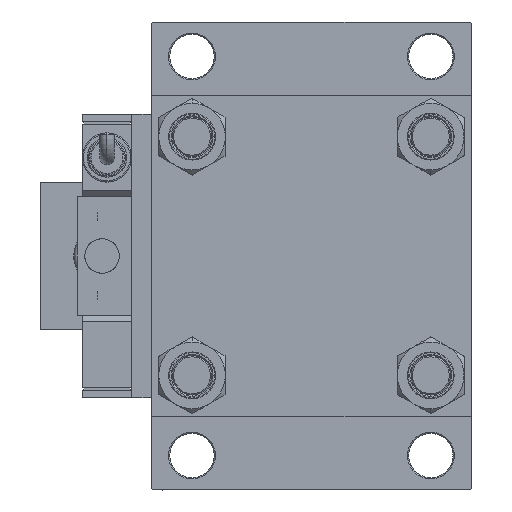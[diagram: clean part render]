
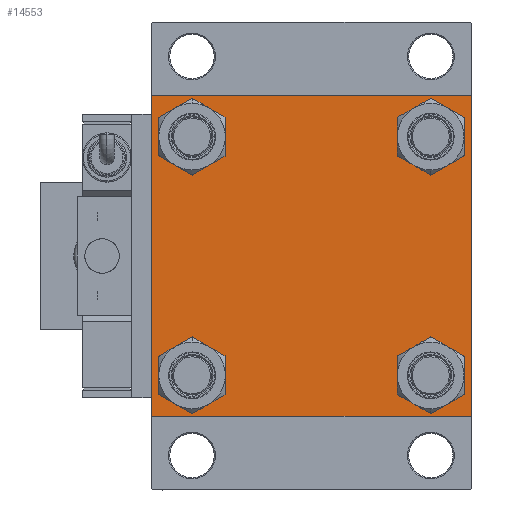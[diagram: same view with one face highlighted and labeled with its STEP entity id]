
A CAD part, left-side view. The second image highlights one B-rep face of the part: STEP entity #14553.
In plain terms, the highlighted planar face has unit normal (-1, 0, 0).
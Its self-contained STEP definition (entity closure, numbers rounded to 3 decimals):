
#918 = ORIENTED_EDGE ( 'NONE', *, *, #53262, .T. ) ;
#1105 = LINE ( 'NONE', #31542, #6532 ) ;
#1401 = VERTEX_POINT ( 'NONE', #51442 ) ;
#2017 = CARTESIAN_POINT ( 'NONE',  ( 0., -48.45, 48.45 ) ) ;
#2192 = CARTESIAN_POINT ( 'NONE',  ( 0., 48.45, 48.45 ) ) ;
#2323 = DIRECTION ( 'NONE',  ( 0., 0., 1. ) ) ;
#2526 = EDGE_CURVE ( 'NONE', #12210, #28025, #1105, .T. ) ;
#2579 = EDGE_CURVE ( 'NONE', #6105, #1401, #18684, .T. ) ;
#2600 = PLANE ( 'NONE',  #54210 ) ;
#3019 = DIRECTION ( 'NONE',  ( 0., -0.707, 0.707 ) ) ;
#3162 = CARTESIAN_POINT ( 'NONE',  ( 0., -64.5, -65. ) ) ;
#3373 = VERTEX_POINT ( 'NONE', #3162 ) ;
#3650 = AXIS2_PLACEMENT_3D ( 'NONE', #13408, #19463, #6062 ) ;
#3952 = CARTESIAN_POINT ( 'NONE',  ( 0., -48.45, -56.95 ) ) ;
#3958 = EDGE_LOOP ( 'NONE', ( #35318, #17819 ) ) ;
#4557 = DIRECTION ( 'NONE',  ( 0., 0., 1. ) ) ;
#4661 = ORIENTED_EDGE ( 'NONE', *, *, #21046, .T. ) ;
#5462 = DIRECTION ( 'NONE',  ( 1., 0., 0. ) ) ;
#5549 = DIRECTION ( 'NONE',  ( 1., 0., 0. ) ) ;
#5611 = VERTEX_POINT ( 'NONE', #40414 ) ;
#5699 = ORIENTED_EDGE ( 'NONE', *, *, #10468, .T. ) ;
#5815 = CARTESIAN_POINT ( 'NONE',  ( 0., -64.75, -64.75 ) ) ;
#5822 = DIRECTION ( 'NONE',  ( 0., 0.707, 0.707 ) ) ;
#5906 = DIRECTION ( 'NONE',  ( 1., 0., 0. ) ) ;
#6062 = DIRECTION ( 'NONE',  ( 0., 0., 1. ) ) ;
#6105 = VERTEX_POINT ( 'NONE', #29399 ) ;
#6204 = VECTOR ( 'NONE', #7790, 1000. ) ;
#6532 = VECTOR ( 'NONE', #34912, 1000. ) ;
#6714 = DIRECTION ( 'NONE',  ( 1., 0., 0. ) ) ;
#6772 = FACE_BOUND ( 'NONE', #3958, .T. ) ;
#6834 = AXIS2_PLACEMENT_3D ( 'NONE', #30974, #5549, #22600 ) ;
#7114 = VECTOR ( 'NONE', #43932, 1000. ) ;
#7302 = ORIENTED_EDGE ( 'NONE', *, *, #31901, .T. ) ;
#7472 = DIRECTION ( 'NONE',  ( 0., 0., 1. ) ) ;
#7790 = DIRECTION ( 'NONE',  ( 0., 0., -1. ) ) ;
#8063 = LINE ( 'NONE', #17541, #15013 ) ;
#8642 = CIRCLE ( 'NONE', #44370, 8.5 ) ;
#10403 = ORIENTED_EDGE ( 'NONE', *, *, #24723, .T. ) ;
#10420 = FACE_BOUND ( 'NONE', #32629, .T. ) ;
#10468 = EDGE_CURVE ( 'NONE', #19917, #47754, #8642, .T. ) ;
#10674 = AXIS2_PLACEMENT_3D ( 'NONE', #52859, #22095, #27122 ) ;
#11046 = CARTESIAN_POINT ( 'NONE',  ( 0., 64.75, -64.75 ) ) ;
#11879 = ORIENTED_EDGE ( 'NONE', *, *, #48774, .T. ) ;
#12210 = VERTEX_POINT ( 'NONE', #48269 ) ;
#12325 = CARTESIAN_POINT ( 'NONE',  ( 0., -48.45, -39.95 ) ) ;
#12594 = ORIENTED_EDGE ( 'NONE', *, *, #50724, .F. ) ;
#13299 = CARTESIAN_POINT ( 'NONE',  ( 0., 48.45, 48.45 ) ) ;
#13408 = CARTESIAN_POINT ( 'NONE',  ( 0., -48.45, -48.45 ) ) ;
#14054 = DIRECTION ( 'NONE',  ( 1., 0., 0. ) ) ;
#14111 = EDGE_CURVE ( 'NONE', #32349, #44967, #32562, .T. ) ;
#14553 = ADVANCED_FACE ( 'NONE', ( #49272, #36967, #10420, #6772, #40051 ), #2600, .T. ) ;
#14610 = VERTEX_POINT ( 'NONE', #46191 ) ;
#15013 = VECTOR ( 'NONE', #50561, 1000. ) ;
#16004 = CIRCLE ( 'NONE', #20463, 8.5 ) ;
#16789 = CARTESIAN_POINT ( 'NONE',  ( 0., -65., -64.5 ) ) ;
#17541 = CARTESIAN_POINT ( 'NONE',  ( 0., -65., 65. ) ) ;
#17819 = ORIENTED_EDGE ( 'NONE', *, *, #52205, .T. ) ;
#18446 = CIRCLE ( 'NONE', #6834, 8.5 ) ;
#18684 = LINE ( 'NONE', #52518, #37781 ) ;
#19444 = VERTEX_POINT ( 'NONE', #35637 ) ;
#19463 = DIRECTION ( 'NONE',  ( 1., 0., 0. ) ) ;
#19570 = CARTESIAN_POINT ( 'NONE',  ( 0., -48.45, 48.45 ) ) ;
#19787 = EDGE_LOOP ( 'NONE', ( #5699, #4661 ) ) ;
#19907 = ORIENTED_EDGE ( 'NONE', *, *, #30686, .T. ) ;
#19917 = VERTEX_POINT ( 'NONE', #12325 ) ;
#20463 = AXIS2_PLACEMENT_3D ( 'NONE', #2017, #5906, #39178 ) ;
#20787 = AXIS2_PLACEMENT_3D ( 'NONE', #13299, #5462, #47414 ) ;
#21046 = EDGE_CURVE ( 'NONE', #47754, #19917, #37567, .T. ) ;
#21771 = VERTEX_POINT ( 'NONE', #16789 ) ;
#22095 = DIRECTION ( 'NONE',  ( 1., 0., 0. ) ) ;
#22546 = CIRCLE ( 'NONE', #20787, 8.5 ) ;
#22600 = DIRECTION ( 'NONE',  ( 0., 0., 1. ) ) ;
#22981 = AXIS2_PLACEMENT_3D ( 'NONE', #19570, #6714, #32444 ) ;
#23228 = CARTESIAN_POINT ( 'NONE',  ( 0., 65., -65. ) ) ;
#24723 = EDGE_CURVE ( 'NONE', #14610, #5611, #18446, .T. ) ;
#26541 = CARTESIAN_POINT ( 'NONE',  ( 0., -48.45, 56.95 ) ) ;
#27122 = DIRECTION ( 'NONE',  ( 0., 0., 1. ) ) ;
#28025 = VERTEX_POINT ( 'NONE', #52358 ) ;
#28297 = VECTOR ( 'NONE', #49610, 1000. ) ;
#28459 = ORIENTED_EDGE ( 'NONE', *, *, #47755, .F. ) ;
#29362 = AXIS2_PLACEMENT_3D ( 'NONE', #2192, #49135, #7472 ) ;
#29386 = CARTESIAN_POINT ( 'NONE',  ( 0., 65., 65. ) ) ;
#29399 = CARTESIAN_POINT ( 'NONE',  ( 0., -65., 64.5 ) ) ;
#30686 = EDGE_CURVE ( 'NONE', #28025, #32349, #37425, .T. ) ;
#30974 = CARTESIAN_POINT ( 'NONE',  ( 0., 48.45, -48.45 ) ) ;
#31542 = CARTESIAN_POINT ( 'NONE',  ( 0., 64.75, 64.75 ) ) ;
#31901 = EDGE_CURVE ( 'NONE', #44967, #3373, #32174, .T. ) ;
#32174 = LINE ( 'NONE', #23228, #7114 ) ;
#32349 = VERTEX_POINT ( 'NONE', #40777 ) ;
#32444 = DIRECTION ( 'NONE',  ( 0., 0., 1. ) ) ;
#32562 = LINE ( 'NONE', #11046, #28297 ) ;
#32629 = EDGE_LOOP ( 'NONE', ( #10403, #38129 ) ) ;
#34418 = CARTESIAN_POINT ( 'NONE',  ( 0., 48.45, 56.95 ) ) ;
#34568 = EDGE_CURVE ( 'NONE', #5611, #14610, #49978, .T. ) ;
#34601 = CIRCLE ( 'NONE', #22981, 8.5 ) ;
#34912 = DIRECTION ( 'NONE',  ( 0., 0.707, -0.707 ) ) ;
#35318 = ORIENTED_EDGE ( 'NONE', *, *, #41441, .T. ) ;
#35637 = CARTESIAN_POINT ( 'NONE',  ( 0., 48.45, 39.95 ) ) ;
#36967 = FACE_BOUND ( 'NONE', #19787, .T. ) ;
#37064 = ORIENTED_EDGE ( 'NONE', *, *, #2526, .T. ) ;
#37425 = LINE ( 'NONE', #54475, #6204 ) ;
#37567 = CIRCLE ( 'NONE', #3650, 8.5 ) ;
#37781 = VECTOR ( 'NONE', #5822, 1000. ) ;
#37955 = EDGE_LOOP ( 'NONE', ( #11879, #52161 ) ) ;
#38129 = ORIENTED_EDGE ( 'NONE', *, *, #34568, .T. ) ;
#38552 = ORIENTED_EDGE ( 'NONE', *, *, #2579, .T. ) ;
#38984 = VERTEX_POINT ( 'NONE', #43624 ) ;
#39178 = DIRECTION ( 'NONE',  ( 0., 0., 1. ) ) ;
#39757 = VERTEX_POINT ( 'NONE', #34418 ) ;
#40051 = FACE_OUTER_BOUND ( 'NONE', #40225, .T. ) ;
#40225 = EDGE_LOOP ( 'NONE', ( #19907, #42543, #7302, #918, #12594, #38552, #28459, #37064 ) ) ;
#40414 = CARTESIAN_POINT ( 'NONE',  ( 0., 48.45, -56.95 ) ) ;
#40777 = CARTESIAN_POINT ( 'NONE',  ( 0., 65., -64.5 ) ) ;
#41441 = EDGE_CURVE ( 'NONE', #39757, #19444, #22546, .T. ) ;
#42543 = ORIENTED_EDGE ( 'NONE', *, *, #14111, .T. ) ;
#43624 = CARTESIAN_POINT ( 'NONE',  ( 0., -48.45, 39.95 ) ) ;
#43932 = DIRECTION ( 'NONE',  ( 0., -1., 0. ) ) ;
#44126 = LINE ( 'NONE', #5815, #53553 ) ;
#44370 = AXIS2_PLACEMENT_3D ( 'NONE', #52635, #14054, #4557 ) ;
#44967 = VERTEX_POINT ( 'NONE', #46762 ) ;
#46191 = CARTESIAN_POINT ( 'NONE',  ( 0., 48.45, -39.95 ) ) ;
#46762 = CARTESIAN_POINT ( 'NONE',  ( 0., 64.5, -65. ) ) ;
#47414 = DIRECTION ( 'NONE',  ( 0., 0., 1. ) ) ;
#47550 = DIRECTION ( 'NONE',  ( 0., -1., 0. ) ) ;
#47754 = VERTEX_POINT ( 'NONE', #3952 ) ;
#47755 = EDGE_CURVE ( 'NONE', #12210, #1401, #50645, .T. ) ;
#48269 = CARTESIAN_POINT ( 'NONE',  ( 0., 64.5, 65. ) ) ;
#48774 = EDGE_CURVE ( 'NONE', #51285, #38984, #34601, .T. ) ;
#48993 = DIRECTION ( 'NONE',  ( -1., 0., 0. ) ) ;
#49135 = DIRECTION ( 'NONE',  ( 1., 0., 0. ) ) ;
#49272 = FACE_BOUND ( 'NONE', #37955, .T. ) ;
#49610 = DIRECTION ( 'NONE',  ( 0., -0.707, -0.707 ) ) ;
#49978 = CIRCLE ( 'NONE', #10674, 8.5 ) ;
#50561 = DIRECTION ( 'NONE',  ( 0., 0., -1. ) ) ;
#50645 = LINE ( 'NONE', #29386, #54196 ) ;
#50724 = EDGE_CURVE ( 'NONE', #6105, #21771, #8063, .T. ) ;
#51285 = VERTEX_POINT ( 'NONE', #26541 ) ;
#51442 = CARTESIAN_POINT ( 'NONE',  ( 0., -64.5, 65. ) ) ;
#51715 = CIRCLE ( 'NONE', #29362, 8.5 ) ;
#52124 = EDGE_CURVE ( 'NONE', #38984, #51285, #16004, .T. ) ;
#52161 = ORIENTED_EDGE ( 'NONE', *, *, #52124, .T. ) ;
#52205 = EDGE_CURVE ( 'NONE', #19444, #39757, #51715, .T. ) ;
#52358 = CARTESIAN_POINT ( 'NONE',  ( 0., 65., 64.5 ) ) ;
#52518 = CARTESIAN_POINT ( 'NONE',  ( 0., -64.75, 64.75 ) ) ;
#52635 = CARTESIAN_POINT ( 'NONE',  ( 0., -48.45, -48.45 ) ) ;
#52859 = CARTESIAN_POINT ( 'NONE',  ( 0., 48.45, -48.45 ) ) ;
#53262 = EDGE_CURVE ( 'NONE', #3373, #21771, #44126, .T. ) ;
#53553 = VECTOR ( 'NONE', #3019, 1000. ) ;
#53745 = CARTESIAN_POINT ( 'NONE',  ( 0., 0., 0. ) ) ;
#54196 = VECTOR ( 'NONE', #47550, 1000. ) ;
#54210 = AXIS2_PLACEMENT_3D ( 'NONE', #53745, #48993, #2323 ) ;
#54475 = CARTESIAN_POINT ( 'NONE',  ( 0., 65., 65. ) ) ;
